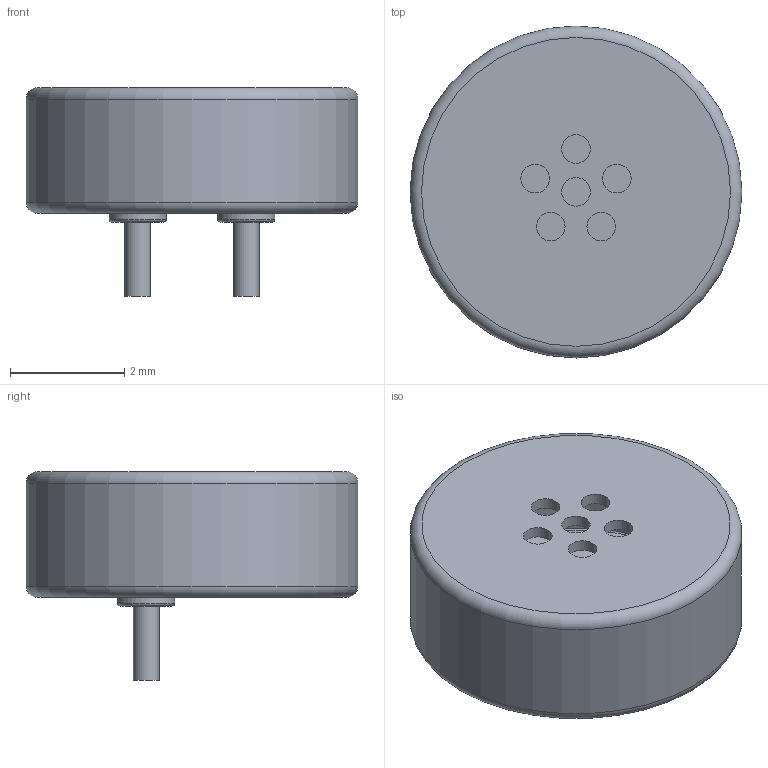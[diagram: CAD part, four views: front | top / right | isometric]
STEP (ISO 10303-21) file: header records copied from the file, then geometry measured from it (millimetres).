
FILE_DESCRIPTION(/* description */ (''),/* implementation_level */ '2;1');
FILE_NAME(/* name */ 'ROM-2235P-HD-R.ipt.stp',/* time_stamp */ '2020-05-28T12:51:38-04:00',/* author */ ('dunn'),/* organization */ (''),/* preprocessor_version */ 'ST-DEVELOPER v16.1',/* originating_system */ 'Autodesk Inventor 2016',/* authorisation */ '');
FILE_SCHEMA (('AUTOMOTIVE_DESIGN { 1 0 10303 214 3 1 1 }'));
Length unit declared in the file: millimetre
Products named in the file (1): ROM-2235P-HD-R
Bounding box: 5.8 x 5.8 x 3.65 mm (x, y, z)
Volume: 13.8 mm3; surface area: 176.9 mm2
Topology: 1 solids, 3 shells, 58 faces, 110 edges, 71 vertices
Faces by surface type: plane 31, cylinder 19, torus 8
Full cylindrical faces by diameter (mm): 0.1 x2, 0.45 x2, 0.5 x6, 1 x2, 1.25 x2, 1.75 x1, 1.8 x1, 5.45 x1, 5.6 x1, 5.8 x1
Entity records: 1447 total; most frequent: DIRECTION 248, CARTESIAN_POINT 213, ORIENTED_EDGE 166, EDGE_LOOP 108, AXIS2_PLACEMENT_3D 106, EDGE_CURVE 83, VERTEX_POINT 71, FACE_OUTER_BOUND 58
